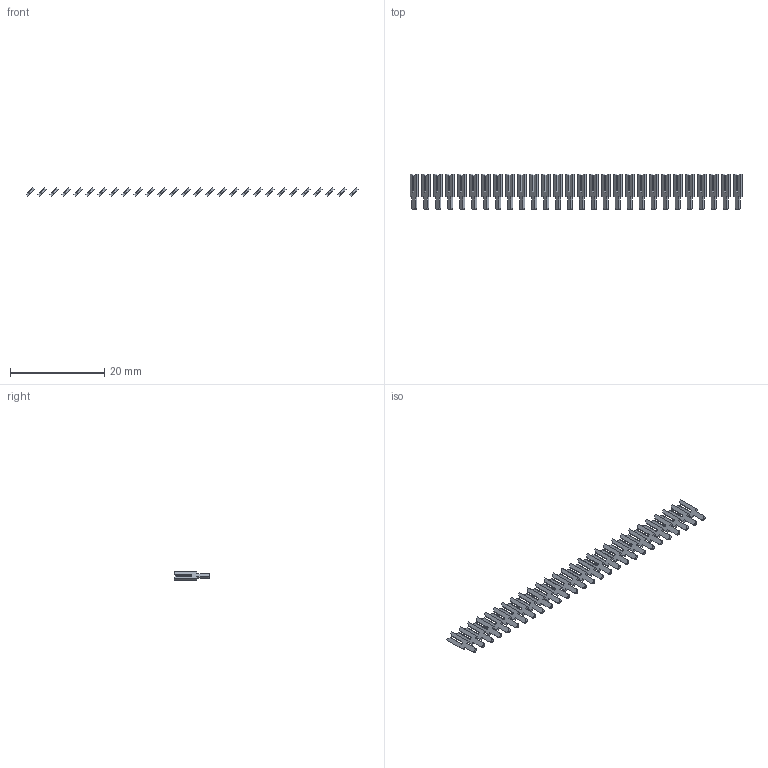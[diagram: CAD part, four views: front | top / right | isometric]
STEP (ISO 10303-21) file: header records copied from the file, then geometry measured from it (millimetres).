
FILE_DESCRIPTION (( 'STEP AP203' ), '1' );
FILE_NAME ('106-028-253-100.STEP', '2020-04-16T21:32:54', ( '' ), ( '' ), 'SwSTEP 2.0', 'SolidWorks 2016', '' );
FILE_SCHEMA (( 'CONFIG_CONTROL_DESIGN' ));
Length unit declared in the file: inch
Products named in the file (2): 106-028-253-100; 100-290-001_100-290-253
Assembly tree (28 placements, depth 2):
  106-028-253-100
    100-290-001_100-290-253  x28
Bounding box: 70.38 x 7.62 x 1.8 mm (x, y, z)
Volume: 154.5 mm3; surface area: 963.4 mm2
Topology: 28 solids, 28 shells, 560 faces, 1512 edges, 1008 vertices
Faces by surface type: plane 532, cylinder 28
Entity records: 1684 total; most frequent: DIRECTION 158, CARTESIAN_POINT 141, ORIENTED_EDGE 108, COORDINATED_UNIVERSAL_TIME_OFFSET 66, CALENDAR_DATE 66, LOCAL_TIME 66, DATE_AND_TIME 66, EDGE_CURVE 54
